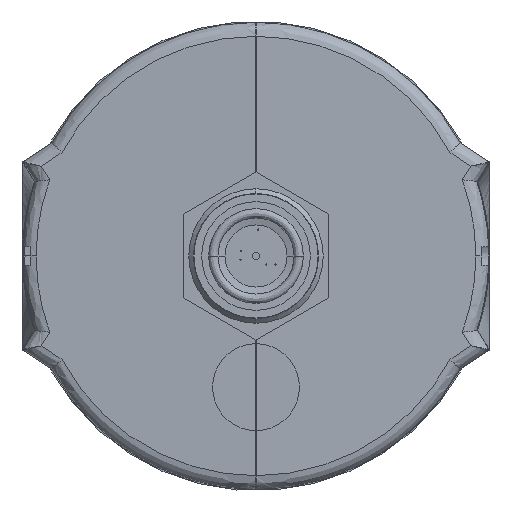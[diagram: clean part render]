
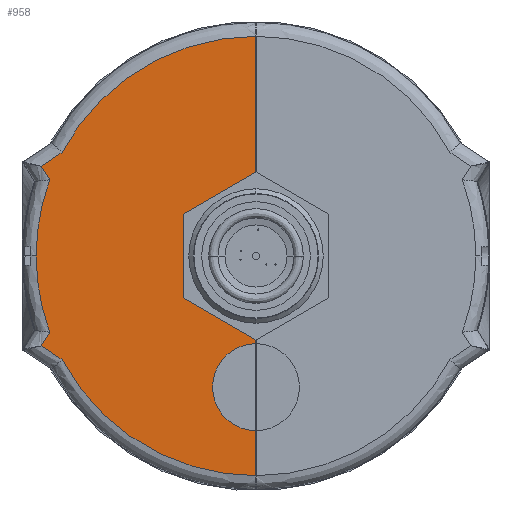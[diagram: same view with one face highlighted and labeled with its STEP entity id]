
A CAD part, front view. The second image highlights one B-rep face of the part: STEP entity #958.
In plain terms, the highlighted planar face has unit normal (-0.018, -1, 0).
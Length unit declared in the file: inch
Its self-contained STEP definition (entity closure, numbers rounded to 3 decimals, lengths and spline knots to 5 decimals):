
#958 = ADVANCED_FACE ( 'NONE', ( #10594 ), #14061, .T. ) ;
#2639 = VECTOR ( 'NONE', #16259, 39.37008 ) ;
#2641 = VECTOR ( 'NONE', #16257, 39.37008 ) ;
#2642 = LINE ( 'NONE', #16256, #2641 ) ;
#2643 = LINE ( 'NONE', #16258, #2639 ) ;
#3659 = CARTESIAN_POINT ( 'NONE',  ( -0.99645, 1.21111, -1.1402 ) ) ;
#3678 = CARTESIAN_POINT ( 'NONE',  ( -1.24935, 1.21552, -0.66729 ) ) ;
#3682 = CARTESIAN_POINT ( 'NONE',  ( -0.53628, 1.20308, -1.41559 ) ) ;
#3683 = CARTESIAN_POINT ( 'NONE',  ( 0., 1.19372, -1.415 ) ) ;
#6116 = EDGE_LOOP ( 'NONE', ( #6999, #7000, #7001, #7002, #7003, #7004, #7005, #7006, #7007, #7008, #7009 ) ) ;
#6999 = ORIENTED_EDGE ( 'NONE', *, *, #18183, .T. ) ;
#7000 = ORIENTED_EDGE ( 'NONE', *, *, #18960, .T. ) ;
#7001 = ORIENTED_EDGE ( 'NONE', *, *, #18185, .F. ) ;
#7002 = ORIENTED_EDGE ( 'NONE', *, *, #17793, .T. ) ;
#7003 = ORIENTED_EDGE ( 'NONE', *, *, #18187, .F. ) ;
#7004 = ORIENTED_EDGE ( 'NONE', *, *, #17489, .T. ) ;
#7005 = ORIENTED_EDGE ( 'NONE', *, *, #17493, .T. ) ;
#7006 = ORIENTED_EDGE ( 'NONE', *, *, #18190, .T. ) ;
#7007 = ORIENTED_EDGE ( 'NONE', *, *, #17692, .T. ) ;
#7008 = ORIENTED_EDGE ( 'NONE', *, *, #18168, .T. ) ;
#7009 = ORIENTED_EDGE ( 'NONE', *, *, #18174, .T. ) ;
#8307 = CARTESIAN_POINT ( 'NONE',  ( -1.24935, 1.21552, 0.66729 ) ) ;
#8376 = CARTESIAN_POINT ( 'NONE',  ( 0., 1.19372, -0.375 ) ) ;
#8407 = CARTESIAN_POINT ( 'NONE',  ( -1.24935, 1.21552, -0.66729 ) ) ;
#8413 = CARTESIAN_POINT ( 'NONE',  ( 0., 1.19372, -1.415 ) ) ;
#8434 = CARTESIAN_POINT ( 'NONE',  ( -1.32862, 1.21691, 0.49107 ) ) ;
#8486 = CARTESIAN_POINT ( 'NONE',  ( 0., 1.19372, 1.415 ) ) ;
#8526 = CARTESIAN_POINT ( 'NONE',  ( -1.41657, 1.21844, 0. ) ) ;
#8620 = CARTESIAN_POINT ( 'NONE',  ( 0., 1.19372, 0.375 ) ) ;
#8647 = CARTESIAN_POINT ( 'NONE',  ( -1.38358, 1.21787, -0.57847 ) ) ;
#8682 = CARTESIAN_POINT ( 'NONE',  ( -1.32862, 1.21691, -0.49107 ) ) ;
#8997 = CARTESIAN_POINT ( 'NONE',  ( 0., 1.19372, 1.415 ) ) ;
#8998 = CARTESIAN_POINT ( 'NONE',  ( -0.53628, 1.20308, 1.41559 ) ) ;
#9069 = CARTESIAN_POINT ( 'NONE',  ( -0.99645, 1.21111, 1.1402 ) ) ;
#9070 = CARTESIAN_POINT ( 'NONE',  ( -1.24935, 1.21552, 0.66729 ) ) ;
#9071 = CARTESIAN_POINT ( 'NONE',  ( -1.24935, 1.21552, 0.66729 ) ) ;
#9072 = CARTESIAN_POINT ( 'NONE',  ( -1.29409, 1.2163, 0.63768 ) ) ;
#9086 = CARTESIAN_POINT ( 'NONE',  ( -1.33883, 1.21709, 0.60808 ) ) ;
#9087 = CARTESIAN_POINT ( 'NONE',  ( -1.38358, 1.21787, 0.57847 ) ) ;
#9185 = CARTESIAN_POINT ( 'NONE',  ( -1.32862, 1.21691, 0.49107 ) ) ;
#9190 = CARTESIAN_POINT ( 'NONE',  ( -1.38695, 1.21793, 0.33347 ) ) ;
#9193 = CARTESIAN_POINT ( 'NONE',  ( -1.41657, 1.21844, 0.16805 ) ) ;
#9194 = CARTESIAN_POINT ( 'NONE',  ( -1.41657, 1.21844, 0. ) ) ;
#9388 = CARTESIAN_POINT ( 'NONE',  ( 0., 1.19372, -0.375 ) ) ;
#9389 = CARTESIAN_POINT ( 'NONE',  ( -0.75, 1.20681, -0.375 ) ) ;
#9394 = CARTESIAN_POINT ( 'NONE',  ( -0.75, 1.20681, 0.375 ) ) ;
#9395 = CARTESIAN_POINT ( 'NONE',  ( 0., 1.19372, 0.375 ) ) ;
#10594 = FACE_OUTER_BOUND ( 'NONE', #6116, .T. ) ;
#11804 = VERTEX_POINT ( 'NONE', #15315 ) ;
#12099 = VERTEX_POINT ( 'NONE', #8307 ) ;
#12168 = VERTEX_POINT ( 'NONE', #8376 ) ;
#12199 = VERTEX_POINT ( 'NONE', #8407 ) ;
#12205 = VERTEX_POINT ( 'NONE', #8413 ) ;
#12226 = VERTEX_POINT ( 'NONE', #8434 ) ;
#12278 = VERTEX_POINT ( 'NONE', #8486 ) ;
#12318 = VERTEX_POINT ( 'NONE', #8526 ) ;
#12412 = VERTEX_POINT ( 'NONE', #8620 ) ;
#12439 = VERTEX_POINT ( 'NONE', #8647 ) ;
#12474 = VERTEX_POINT ( 'NONE', #8682 ) ;
#12783 = AXIS2_PLACEMENT_3D ( 'NONE', #14060, #14076, #14077 ) ;
#14060 = CARTESIAN_POINT ( 'NONE',  ( 0., 1.19372, 1.505 ) ) ;
#14061 = PLANE ( 'NONE',  #12783 ) ;
#14076 = DIRECTION ( 'NONE',  ( -0.017, -1., 0. ) ) ;
#14077 = DIRECTION ( 'NONE',  ( -1., 0.017, 0. ) ) ;
#15315 = CARTESIAN_POINT ( 'NONE',  ( -1.38358, 1.21787, 0.57847 ) ) ;
#16170 = CARTESIAN_POINT ( 'NONE',  ( -1.41657, 1.21844, 0. ) ) ;
#16181 = CARTESIAN_POINT ( 'NONE',  ( -1.41657, 1.21844, -0.16805 ) ) ;
#16196 = CARTESIAN_POINT ( 'NONE',  ( -1.38695, 1.21793, -0.33347 ) ) ;
#16197 = CARTESIAN_POINT ( 'NONE',  ( -1.32862, 1.21691, -0.49107 ) ) ;
#16208 = CARTESIAN_POINT ( 'NONE',  ( -1.34694, 1.21723, -0.52021 ) ) ;
#16209 = CARTESIAN_POINT ( 'NONE',  ( -1.32862, 1.21691, -0.49107 ) ) ;
#16224 = CARTESIAN_POINT ( 'NONE',  ( -1.36526, 1.21755, -0.54934 ) ) ;
#16225 = CARTESIAN_POINT ( 'NONE',  ( -1.38358, 1.21787, -0.57847 ) ) ;
#16249 = CARTESIAN_POINT ( 'NONE',  ( -1.38358, 1.21787, -0.57847 ) ) ;
#16250 = CARTESIAN_POINT ( 'NONE',  ( -1.33883, 1.21709, -0.60808 ) ) ;
#16254 = CARTESIAN_POINT ( 'NONE',  ( -1.29409, 1.2163, -0.63768 ) ) ;
#16255 = CARTESIAN_POINT ( 'NONE',  ( -1.24935, 1.21552, -0.66729 ) ) ;
#16256 = CARTESIAN_POINT ( 'NONE',  ( 0., 1.19372, 1.505 ) ) ;
#16257 = DIRECTION ( 'NONE',  ( 0., 0., -1. ) ) ;
#16258 = CARTESIAN_POINT ( 'NONE',  ( 0., 1.19372, 1.505 ) ) ;
#16259 = DIRECTION ( 'NONE',  ( 0., 0., -1. ) ) ;
#16260 = CARTESIAN_POINT ( 'NONE',  ( -1.38358, 1.21787, 0.57847 ) ) ;
#16261 = CARTESIAN_POINT ( 'NONE',  ( -1.36526, 1.21755, 0.54934 ) ) ;
#16266 = CARTESIAN_POINT ( 'NONE',  ( -1.34694, 1.21723, 0.52021 ) ) ;
#16267 = CARTESIAN_POINT ( 'NONE',  ( -1.32862, 1.21691, 0.49107 ) ) ;
#17489 = EDGE_CURVE ( 'NONE', #12278, #12099, #21447, .T. ) ;
#17493 = EDGE_CURVE ( 'NONE', #12099, #11804, #21446, .T. ) ;
#17692 = EDGE_CURVE ( 'NONE', #12226, #12318, #21457, .T. ) ;
#17793 = EDGE_CURVE ( 'NONE', #12168, #12412, #21646, .T. ) ;
#18168 = EDGE_CURVE ( 'NONE', #12318, #12474, #21585, .T. ) ;
#18174 = EDGE_CURVE ( 'NONE', #12474, #12439, #21582, .T. ) ;
#18183 = EDGE_CURVE ( 'NONE', #12439, #12199, #21578, .T. ) ;
#18185 = EDGE_CURVE ( 'NONE', #12168, #12205, #2642, .T. ) ;
#18187 = EDGE_CURVE ( 'NONE', #12278, #12412, #2643, .T. ) ;
#18190 = EDGE_CURVE ( 'NONE', #11804, #12226, #21577, .T. ) ;
#18960 = EDGE_CURVE ( 'NONE', #12199, #12205, #21510, .T. ) ;
#21446 = B_SPLINE_CURVE_WITH_KNOTS ( 'NONE', 3,
 ( #9071, #9072, #9086, #9087 ),
 .UNSPECIFIED., .F., .F.,
 ( 4, 4 ),
 ( 0., 0.00409 ),
 .UNSPECIFIED. ) ;
#21447 =( BOUNDED_CURVE ( )  B_SPLINE_CURVE ( 3, ( #8997, #8998, #9069, #9070 ),
 .UNSPECIFIED., .F., .F. ) 
 B_SPLINE_CURVE_WITH_KNOTS ( ( 4, 4 ),
 ( 4.71128, 5.7921 ),
 .UNSPECIFIED. ) 
 CURVE ( )  GEOMETRIC_REPRESENTATION_ITEM ( )  RATIONAL_B_SPLINE_CURVE ( ( 1., 0.905, 0.905, 1. ) ) 
 REPRESENTATION_ITEM ( '' )  );
#21457 =( BOUNDED_CURVE ( )  B_SPLINE_CURVE ( 3, ( #9185, #9190, #9193, #9194 ),
 .UNSPECIFIED., .F., .F. ) 
 B_SPLINE_CURVE_WITH_KNOTS ( ( 4, 4 ),
 ( 5.92876, 6.28319 ),
 .UNSPECIFIED. ) 
 CURVE ( )  GEOMETRIC_REPRESENTATION_ITEM ( )  RATIONAL_B_SPLINE_CURVE ( ( 1., 0.99, 0.99, 1. ) ) 
 REPRESENTATION_ITEM ( '' )  );
#21510 =( BOUNDED_CURVE ( )  B_SPLINE_CURVE ( 3, ( #3678, #3659, #3682, #3683 ),
 .UNSPECIFIED., .F., .F. ) 
 B_SPLINE_CURVE_WITH_KNOTS ( ( 4, 4 ),
 ( 0.49109, 1.57191 ),
 .UNSPECIFIED. ) 
 CURVE ( )  GEOMETRIC_REPRESENTATION_ITEM ( )  RATIONAL_B_SPLINE_CURVE ( ( 1., 0.905, 0.905, 1. ) ) 
 REPRESENTATION_ITEM ( '' )  );
#21577 = B_SPLINE_CURVE_WITH_KNOTS ( 'NONE', 3,
 ( #16260, #16261, #16266, #16267 ),
 .UNSPECIFIED., .F., .F.,
 ( 4, 4 ),
 ( 0., 0.00262 ),
 .UNSPECIFIED. ) ;
#21578 = B_SPLINE_CURVE_WITH_KNOTS ( 'NONE', 3,
 ( #16249, #16250, #16254, #16255 ),
 .UNSPECIFIED., .F., .F.,
 ( 4, 4 ),
 ( 0., 0.00409 ),
 .UNSPECIFIED. ) ;
#21582 = B_SPLINE_CURVE_WITH_KNOTS ( 'NONE', 3,
 ( #16209, #16208, #16224, #16225 ),
 .UNSPECIFIED., .F., .F.,
 ( 4, 4 ),
 ( 0., 0.00262 ),
 .UNSPECIFIED. ) ;
#21585 =( BOUNDED_CURVE ( )  B_SPLINE_CURVE ( 3, ( #16170, #16181, #16196, #16197 ),
 .UNSPECIFIED., .F., .F. ) 
 B_SPLINE_CURVE_WITH_KNOTS ( ( 4, 4 ),
 ( 0., 0.35442 ),
 .UNSPECIFIED. ) 
 CURVE ( )  GEOMETRIC_REPRESENTATION_ITEM ( )  RATIONAL_B_SPLINE_CURVE ( ( 1., 0.99, 0.99, 1. ) ) 
 REPRESENTATION_ITEM ( '' )  );
#21646 =( BOUNDED_CURVE ( )  B_SPLINE_CURVE ( 3, ( #9388, #9389, #9394, #9395 ),
 .UNSPECIFIED., .F., .F. ) 
 B_SPLINE_CURVE_WITH_KNOTS ( ( 4, 4 ),
 ( 4.71239, 7.85398 ),
 .UNSPECIFIED. ) 
 CURVE ( )  GEOMETRIC_REPRESENTATION_ITEM ( )  RATIONAL_B_SPLINE_CURVE ( ( 1., 0.333, 0.333, 1. ) ) 
 REPRESENTATION_ITEM ( '' )  );
